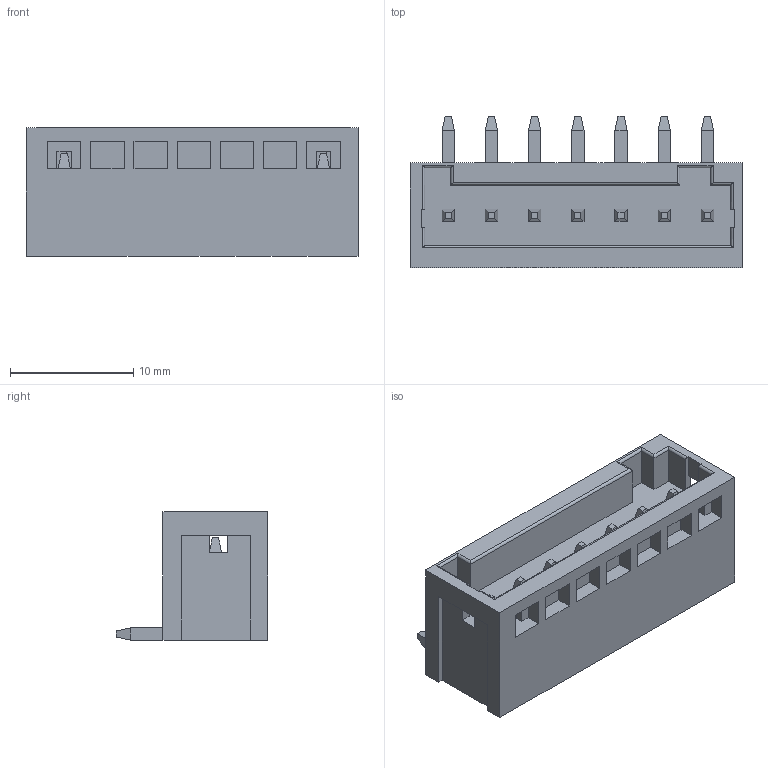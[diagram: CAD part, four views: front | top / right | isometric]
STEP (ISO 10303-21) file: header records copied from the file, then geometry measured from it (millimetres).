
FILE_DESCRIPTION(/* description */ (''),/* implementation_level */ '2;1');
FILE_NAME(/* name */ '435307.stp',/* time_stamp */ '2022-04-15T14:52:19+08:00',/* author */ (''),/* organization */ (''),/* preprocessor_version */ 'ST-DEVELOPER v16.7',/* originating_system */ 'SIEMENS PLM Software NX 12.0',/* authorisation */ '');
FILE_SCHEMA (('AUTOMOTIVE_DESIGN { 1 0 10303 214 3 1 1 1 }'));
Length unit declared in the file: millimetre
Products named in the file (1): SP20B02C50d90e
Bounding box: 26.9 x 12.3 x 10.4 mm (x, y, z)
Volume: 1861.4 mm3; surface area: 1680.4 mm2
Topology: 1 solids, 1 shells, 250 faces, 672 edges, 436 vertices
Faces by surface type: plane 238, cylinder 12
Entity records: 9411 total; most frequent: CARTESIAN_POINT 1395, ORIENTED_EDGE 1344, DIRECTION 1166, EDGE_CURVE 672, LINE 656, VECTOR 656, VERTEX_POINT 436, EDGE_LOOP 270
